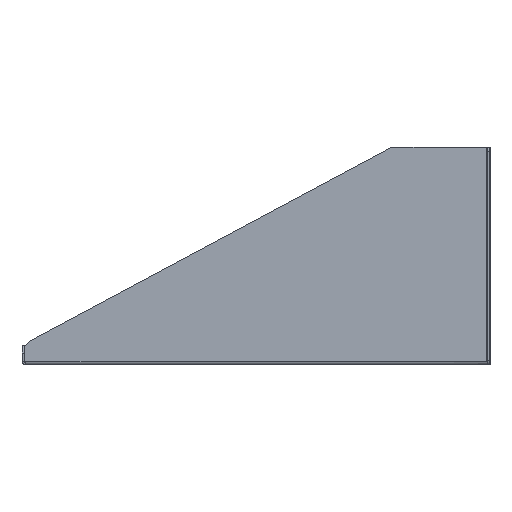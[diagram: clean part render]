
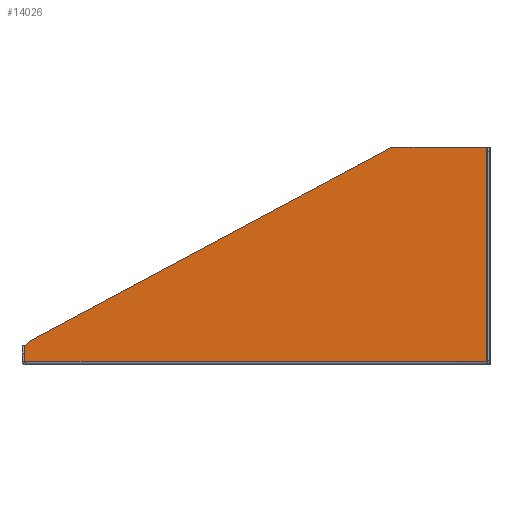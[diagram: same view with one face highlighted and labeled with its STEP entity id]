
A CAD part, left-side view. The second image highlights one B-rep face of the part: STEP entity #14026.
In plain terms, the highlighted planar face has unit normal (-1, 0, 0).
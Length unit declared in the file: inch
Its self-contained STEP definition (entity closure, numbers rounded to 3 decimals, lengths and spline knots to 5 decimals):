
#474 = DIRECTION ( 'NONE',  ( 0., -1., 0. ) ) ;
#2156 = FACE_OUTER_BOUND ( 'NONE', #20310, .T. ) ;
#2674 = CARTESIAN_POINT ( 'NONE',  ( -8.75, 7.39192, 0.57208 ) ) ;
#2802 = LINE ( 'NONE', #18157, #11252 ) ;
#3570 = DIRECTION ( 'NONE',  ( 0., 1., 0. ) ) ;
#3690 = PLANE ( 'NONE',  #6690 ) ;
#4475 = VERTEX_POINT ( 'NONE', #6534 ) ;
#4553 = DIRECTION ( 'NONE',  ( 0., 0., -1. ) ) ;
#5097 = CARTESIAN_POINT ( 'NONE',  ( -8.75, 7.39192, 0.06249 ) ) ;
#5585 = VECTOR ( 'NONE', #13987, 39.37008 ) ;
#5595 = ORIENTED_EDGE ( 'NONE', *, *, #13969, .T. ) ;
#6263 = ORIENTED_EDGE ( 'NONE', *, *, #6844, .T. ) ;
#6275 = CARTESIAN_POINT ( 'NONE',  ( -8.75, 7.40151, 0.06249 ) ) ;
#6534 = CARTESIAN_POINT ( 'NONE',  ( -8.75, 7.1951, 0.7689 ) ) ;
#6535 = ORIENTED_EDGE ( 'NONE', *, *, #13651, .F. ) ;
#6542 = DIRECTION ( 'NONE',  ( 0., 0., 1. ) ) ;
#6670 = CARTESIAN_POINT ( 'NONE',  ( -8.75, -7.464, 0.108 ) ) ;
#6690 = AXIS2_PLACEMENT_3D ( 'NONE', #11652, #14736, #16173 ) ;
#6844 = EDGE_CURVE ( 'NONE', #17935, #17732, #14786, .T. ) ;
#7110 = EDGE_CURVE ( 'NONE', #10599, #17732, #20243, .T. ) ;
#7863 = CARTESIAN_POINT ( 'NONE',  ( -8.75, -7.428, 0.06249 ) ) ;
#8546 = VECTOR ( 'NONE', #3570, 39.37008 ) ;
#8673 = VERTEX_POINT ( 'NONE', #18760 ) ;
#9408 = EDGE_CURVE ( 'NONE', #17935, #8673, #13270, .T. ) ;
#9686 = EDGE_CURVE ( 'NONE', #4475, #12373, #14084, .T. ) ;
#9932 = LINE ( 'NONE', #5097, #12930 ) ;
#10254 = LINE ( 'NONE', #14594, #18139 ) ;
#10345 = VERTEX_POINT ( 'NONE', #2674 ) ;
#10599 = VERTEX_POINT ( 'NONE', #12794 ) ;
#10675 = ORIENTED_EDGE ( 'NONE', *, *, #12801, .F. ) ;
#11084 = ORIENTED_EDGE ( 'NONE', *, *, #7110, .F. ) ;
#11139 = EDGE_CURVE ( 'NONE', #12373, #10599, #10254, .T. ) ;
#11252 = VECTOR ( 'NONE', #20016, 39.37008 ) ;
#11645 = CIRCLE ( 'NONE', #18212, 0.055 ) ;
#11652 = CARTESIAN_POINT ( 'NONE',  ( -8.75, -7.464, 0.06249 ) ) ;
#12338 = ORIENTED_EDGE ( 'NONE', *, *, #11139, .F. ) ;
#12373 = VERTEX_POINT ( 'NONE', #12978 ) ;
#12794 = CARTESIAN_POINT ( 'NONE',  ( -8.75, -7.428, 6.968 ) ) ;
#12801 = EDGE_CURVE ( 'NONE', #10345, #4475, #2802, .T. ) ;
#12930 = VECTOR ( 'NONE', #6542, 39.37008 ) ;
#12978 = CARTESIAN_POINT ( 'NONE',  ( -8.75, -4.389, 6.968 ) ) ;
#13238 = CARTESIAN_POINT ( 'NONE',  ( -8.75, -7.428, 0.10808 ) ) ;
#13270 = LINE ( 'NONE', #6670, #8546 ) ;
#13651 = EDGE_CURVE ( 'NONE', #17318, #10345, #9932, .T. ) ;
#13743 = DIRECTION ( 'NONE',  ( 0., 0., 1. ) ) ;
#13969 = EDGE_CURVE ( 'NONE', #17318, #8673, #11645, .T. ) ;
#13987 = DIRECTION ( 'NONE',  ( 0., -0.882, 0.472 ) ) ;
#14026 = ADVANCED_FACE ( 'NONE', ( #2156 ), #3690, .F. ) ;
#14084 = LINE ( 'NONE', #17277, #5585 ) ;
#14428 = DIRECTION ( 'NONE',  ( 0., 0., 1. ) ) ;
#14594 = CARTESIAN_POINT ( 'NONE',  ( -8.75, -7.464, 6.968 ) ) ;
#14736 = DIRECTION ( 'NONE',  ( 1., 0., 0. ) ) ;
#14786 = LINE ( 'NONE', #13238, #16523 ) ;
#15573 = CARTESIAN_POINT ( 'NONE',  ( -8.75, -7.428, 0.10808 ) ) ;
#15845 = CARTESIAN_POINT ( 'NONE',  ( -8.75, -7.428, 0.108 ) ) ;
#15872 = DIRECTION ( 'NONE',  ( 1., 0., 0. ) ) ;
#16173 = DIRECTION ( 'NONE',  ( 0., 0., -1. ) ) ;
#16523 = VECTOR ( 'NONE', #13743, 39.37008 ) ;
#17277 = CARTESIAN_POINT ( 'NONE',  ( -8.75, 7.1951, 0.7689 ) ) ;
#17318 = VERTEX_POINT ( 'NONE', #18769 ) ;
#17516 = VECTOR ( 'NONE', #4553, 39.37008 ) ;
#17732 = VERTEX_POINT ( 'NONE', #15573 ) ;
#17935 = VERTEX_POINT ( 'NONE', #15845 ) ;
#18139 = VECTOR ( 'NONE', #474, 39.37008 ) ;
#18157 = CARTESIAN_POINT ( 'NONE',  ( -8.75, 7.39192, 0.57208 ) ) ;
#18187 = ORIENTED_EDGE ( 'NONE', *, *, #9686, .F. ) ;
#18212 = AXIS2_PLACEMENT_3D ( 'NONE', #6275, #15872, #14428 ) ;
#18760 = CARTESIAN_POINT ( 'NONE',  ( -8.75, 7.37063, 0.108 ) ) ;
#18769 = CARTESIAN_POINT ( 'NONE',  ( -8.75, 7.39192, 0.11665 ) ) ;
#19791 = ORIENTED_EDGE ( 'NONE', *, *, #9408, .F. ) ;
#20016 = DIRECTION ( 'NONE',  ( 0., -0.707, 0.707 ) ) ;
#20243 = LINE ( 'NONE', #7863, #17516 ) ;
#20310 = EDGE_LOOP ( 'NONE', ( #5595, #19791, #6263, #11084, #12338, #18187, #10675, #6535 ) ) ;
